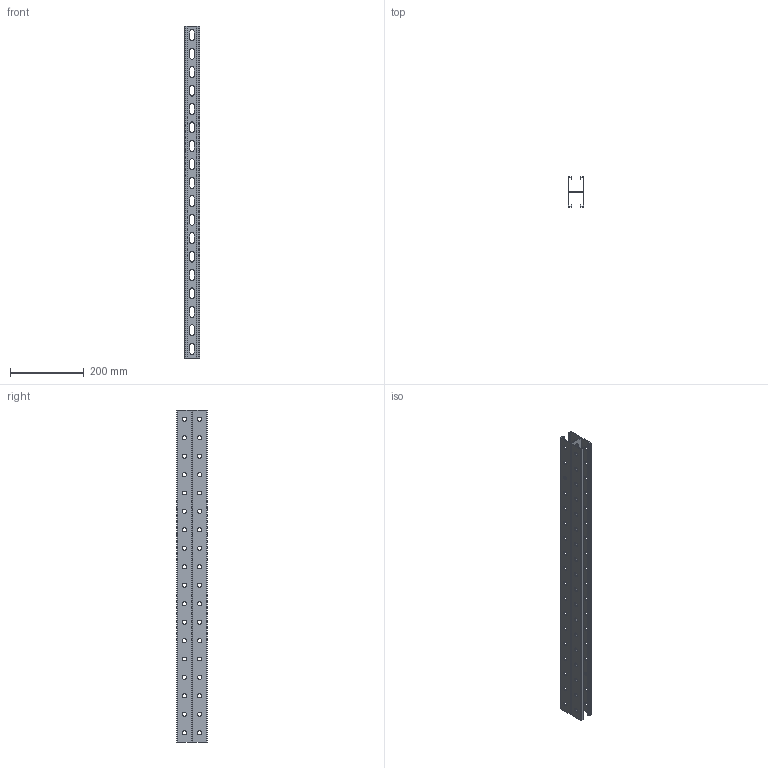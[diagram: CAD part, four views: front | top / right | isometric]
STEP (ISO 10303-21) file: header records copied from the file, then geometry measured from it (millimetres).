
FILE_DESCRIPTION (( 'STEP AP203' ), '1' );
FILE_NAME ('Äâîéíîé STRUT-ïðîôèëü_h41-L900.step', '2022-01-24T13:20:46', ( '' ), ( '' ), 'SwSTEP 2.0', 'SolidWorks 2017', '' );
FILE_SCHEMA (( 'CONFIG_CONTROL_DESIGN' ));
Length unit declared in the file: millimetre
Products named in the file (2): STRUT-镳铘桦黖h41-900; Äâîéíîé STRUT-ïðîôèëü_h41-L900
Assembly tree (2 placements, depth 2):
  Äâîéíîé STRUT-ïðîôèëü_h41-L900
    STRUT-镳铘桦黖h41-900  x2
Bounding box: 41 x 82 x 900 mm (x, y, z)
Volume: 354357.8 mm3; surface area: 492277.5 mm2
Topology: 2 solids, 2 shells, 3404 faces, 10152 edges, 6752 vertices
Faces by surface type: plane 3176, cylinder 228
Entity records: 56580 total; most frequent: CARTESIAN_POINT 10159, ORIENTED_EDGE 10152, DIRECTION 8718, EDGE_CURVE 5076, LINE 4848, VECTOR 4848, VERTEX_POINT 3376, AXIS2_PLACEMENT_3D 1935
